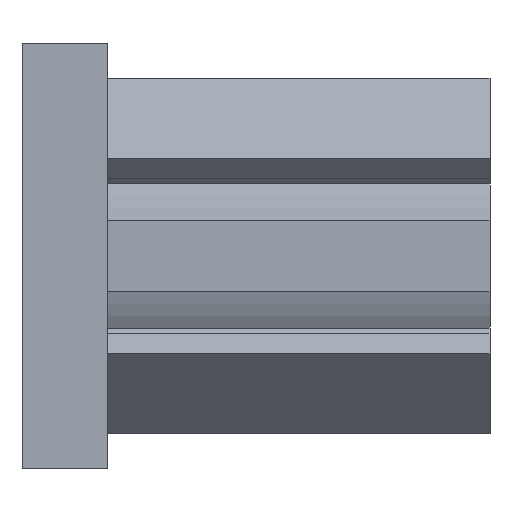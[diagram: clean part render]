
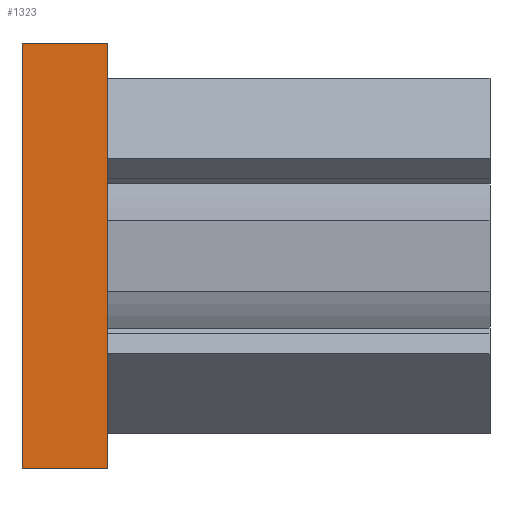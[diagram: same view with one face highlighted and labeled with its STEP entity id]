
A CAD part, left-side view. The second image highlights one B-rep face of the part: STEP entity #1323.
In plain terms, the highlighted planar face has unit normal (-1, 0, 0).
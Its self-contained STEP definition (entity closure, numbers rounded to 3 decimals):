
#32 = CARTESIAN_POINT ( 'NONE',  ( -15., 6., 15. ) ) ;
#77 = PLANE ( 'NONE',  #1460 ) ;
#90 = DIRECTION ( 'NONE',  ( 0., -1., 0. ) ) ;
#207 = CARTESIAN_POINT ( 'NONE',  ( -15., 6., -15. ) ) ;
#212 = CARTESIAN_POINT ( 'NONE',  ( -15., 0., -15. ) ) ;
#232 = DIRECTION ( 'NONE',  ( 0., 0., 1. ) ) ;
#310 = EDGE_CURVE ( 'NONE', #1318, #367, #1117, .T. ) ;
#326 = CARTESIAN_POINT ( 'NONE',  ( -15., 0., -15. ) ) ;
#367 = VERTEX_POINT ( 'NONE', #32 ) ;
#400 = VECTOR ( 'NONE', #90, 1000. ) ;
#402 = VERTEX_POINT ( 'NONE', #326 ) ;
#416 = CARTESIAN_POINT ( 'NONE',  ( -15., 6., -15. ) ) ;
#627 = ORIENTED_EDGE ( 'NONE', *, *, #1600, .T. ) ;
#669 = CARTESIAN_POINT ( 'NONE',  ( -15., 6., -15. ) ) ;
#735 = EDGE_LOOP ( 'NONE', ( #627, #1200, #1599, #1909 ) ) ;
#794 = FACE_OUTER_BOUND ( 'NONE', #735, .T. ) ;
#1000 = CARTESIAN_POINT ( 'NONE',  ( -15., 0., 15. ) ) ;
#1047 = EDGE_CURVE ( 'NONE', #367, #1287, #1165, .T. ) ;
#1117 = LINE ( 'NONE', #1392, #1734 ) ;
#1165 = LINE ( 'NONE', #1281, #1648 ) ;
#1183 = VECTOR ( 'NONE', #1829, 1000. ) ;
#1200 = ORIENTED_EDGE ( 'NONE', *, *, #1047, .F. ) ;
#1232 = DIRECTION ( 'NONE',  ( 1., 0., 0. ) ) ;
#1281 = CARTESIAN_POINT ( 'NONE',  ( -15., 6., 15. ) ) ;
#1287 = VERTEX_POINT ( 'NONE', #1000 ) ;
#1309 = DIRECTION ( 'NONE',  ( 0., -1., 0. ) ) ;
#1316 = EDGE_CURVE ( 'NONE', #1318, #402, #1518, .T. ) ;
#1318 = VERTEX_POINT ( 'NONE', #207 ) ;
#1323 = ADVANCED_FACE ( 'NONE', ( #794 ), #77, .F. ) ;
#1384 = DIRECTION ( 'NONE',  ( 0., 0., -1. ) ) ;
#1392 = CARTESIAN_POINT ( 'NONE',  ( -15., 6., -15. ) ) ;
#1460 = AXIS2_PLACEMENT_3D ( 'NONE', #669, #1232, #1384 ) ;
#1518 = LINE ( 'NONE', #416, #400 ) ;
#1599 = ORIENTED_EDGE ( 'NONE', *, *, #310, .F. ) ;
#1600 = EDGE_CURVE ( 'NONE', #402, #1287, #1820, .T. ) ;
#1648 = VECTOR ( 'NONE', #1309, 1000. ) ;
#1734 = VECTOR ( 'NONE', #232, 1000. ) ;
#1820 = LINE ( 'NONE', #212, #1183 ) ;
#1829 = DIRECTION ( 'NONE',  ( 0., 0., 1. ) ) ;
#1909 = ORIENTED_EDGE ( 'NONE', *, *, #1316, .T. ) ;
